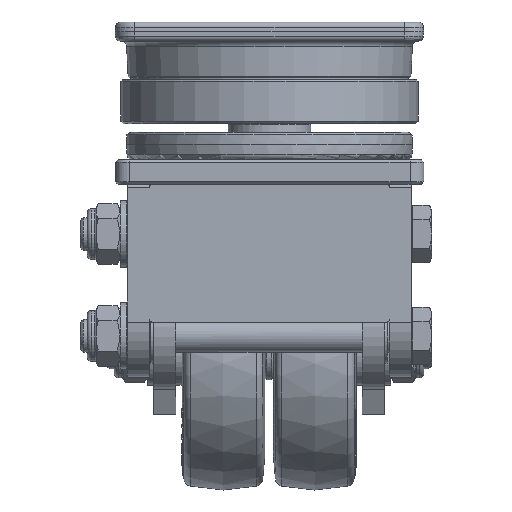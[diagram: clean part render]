
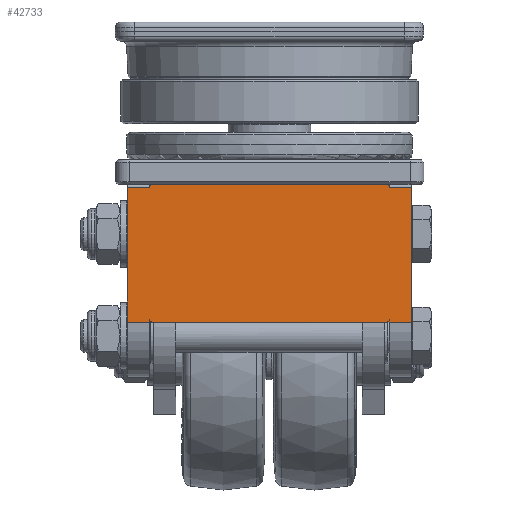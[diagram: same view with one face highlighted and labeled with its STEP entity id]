
A CAD part, left-side view. The second image highlights one B-rep face of the part: STEP entity #42733.
In plain terms, the highlighted planar face has unit normal (-1, 0, 0).
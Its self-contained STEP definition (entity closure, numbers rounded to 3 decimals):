
#3992=PLANE('',#45223);
#5621=FACE_OUTER_BOUND('',#8069,.T.);
#8069=EDGE_LOOP('',(#31836,#31837,#31838,#31839,#31840,#31841,#31842,#31843,
#31844,#31845,#31846,#31847,#31848,#31849));
#10541=LINE('',#69102,#13498);
#10542=LINE('',#69107,#13499);
#10543=LINE('',#69109,#13500);
#10544=LINE('',#69111,#13501);
#10545=LINE('',#69112,#13502);
#10546=LINE('',#69113,#13503);
#10547=LINE('',#69115,#13504);
#10548=LINE('',#69117,#13505);
#10549=LINE('',#69119,#13506);
#10550=LINE('',#69120,#13507);
#13498=VECTOR('',#49803,10.);
#13499=VECTOR('',#49808,10.);
#13500=VECTOR('',#49809,10.);
#13501=VECTOR('',#49810,10.);
#13502=VECTOR('',#49811,10.);
#13503=VECTOR('',#49812,10.);
#13504=VECTOR('',#49813,10.);
#13505=VECTOR('',#49814,10.);
#13506=VECTOR('',#49815,10.);
#13507=VECTOR('',#49816,10.);
#15980=CIRCLE('',#45217,1.);
#15981=CIRCLE('',#45219,1.);
#15982=CIRCLE('',#45221,1.);
#15983=CIRCLE('',#45224,1.);
#18225=VERTEX_POINT('',#69081);
#18226=VERTEX_POINT('',#69083);
#18227=VERTEX_POINT('',#69087);
#18228=VERTEX_POINT('',#69088);
#18229=VERTEX_POINT('',#69094);
#18230=VERTEX_POINT('',#69095);
#18231=VERTEX_POINT('',#69100);
#18232=VERTEX_POINT('',#69104);
#18233=VERTEX_POINT('',#69106);
#18234=VERTEX_POINT('',#69108);
#18235=VERTEX_POINT('',#69110);
#18236=VERTEX_POINT('',#69114);
#18237=VERTEX_POINT('',#69116);
#18238=VERTEX_POINT('',#69118);
#23182=EDGE_CURVE('',#18225,#18226,#15980,.T.);
#23184=EDGE_CURVE('',#18227,#18228,#15981,.T.);
#23188=EDGE_CURVE('',#18229,#18230,#15982,.T.);
#23192=EDGE_CURVE('',#18231,#18230,#10541,.T.);
#23193=EDGE_CURVE('',#18231,#18232,#15983,.T.);
#23194=EDGE_CURVE('',#18233,#18229,#10542,.T.);
#23195=EDGE_CURVE('',#18234,#18233,#10543,.T.);
#23196=EDGE_CURVE('',#18235,#18234,#10544,.T.);
#23197=EDGE_CURVE('',#18235,#18226,#10545,.T.);
#23198=EDGE_CURVE('',#18225,#18228,#10546,.T.);
#23199=EDGE_CURVE('',#18227,#18236,#10547,.T.);
#23200=EDGE_CURVE('',#18237,#18236,#10548,.T.);
#23201=EDGE_CURVE('',#18238,#18237,#10549,.T.);
#23202=EDGE_CURVE('',#18232,#18238,#10550,.T.);
#31836=ORIENTED_EDGE('',*,*,#23193,.F.);
#31837=ORIENTED_EDGE('',*,*,#23192,.T.);
#31838=ORIENTED_EDGE('',*,*,#23188,.F.);
#31839=ORIENTED_EDGE('',*,*,#23194,.F.);
#31840=ORIENTED_EDGE('',*,*,#23195,.F.);
#31841=ORIENTED_EDGE('',*,*,#23196,.F.);
#31842=ORIENTED_EDGE('',*,*,#23197,.T.);
#31843=ORIENTED_EDGE('',*,*,#23182,.F.);
#31844=ORIENTED_EDGE('',*,*,#23198,.T.);
#31845=ORIENTED_EDGE('',*,*,#23184,.F.);
#31846=ORIENTED_EDGE('',*,*,#23199,.T.);
#31847=ORIENTED_EDGE('',*,*,#23200,.F.);
#31848=ORIENTED_EDGE('',*,*,#23201,.F.);
#31849=ORIENTED_EDGE('',*,*,#23202,.F.);
#42733=ADVANCED_FACE('',(#5621),#3992,.T.);
#45217=AXIS2_PLACEMENT_3D('',#69084,#49784,#49785);
#45219=AXIS2_PLACEMENT_3D('',#69089,#49789,#49790);
#45221=AXIS2_PLACEMENT_3D('',#69096,#49796,#49797);
#45223=AXIS2_PLACEMENT_3D('',#69103,#49804,#49805);
#45224=AXIS2_PLACEMENT_3D('',#69105,#49806,#49807);
#49784=DIRECTION('center_axis',(1.,0.,0.));
#49785=DIRECTION('ref_axis',(0.,-0.707,0.707));
#49789=DIRECTION('center_axis',(1.,0.,0.));
#49790=DIRECTION('ref_axis',(0.,0.707,0.707));
#49796=DIRECTION('center_axis',(1.,0.,0.));
#49797=DIRECTION('ref_axis',(0.,-0.707,-0.707));
#49803=DIRECTION('',(0.,-1.,0.));
#49804=DIRECTION('center_axis',(-1.,0.,0.));
#49805=DIRECTION('ref_axis',(0.,0.,
1.));
#49806=DIRECTION('center_axis',(1.,0.,0.));
#49807=DIRECTION('ref_axis',(0.,0.707,-0.707));
#49808=DIRECTION('',(0.,0.,1.));
#49809=DIRECTION('',(0.,1.,0.));
#49810=DIRECTION('',(0.,0.,-1.));
#49811=DIRECTION('',(0.,1.,0.));
#49812=DIRECTION('',(0.,1.,0.));
#49813=DIRECTION('',(0.,1.,0.));
#49814=DIRECTION('',(0.,0.,1.));
#49815=DIRECTION('',(0.,1.,0.));
#49816=DIRECTION('',(0.,0.,-1.));
#69081=CARTESIAN_POINT('',(-73.,-42.55,-55.5));
#69083=CARTESIAN_POINT('',(-73.,-43.55,-56.5));
#69084=CARTESIAN_POINT('Origin',(-73.,-42.55,-56.5));
#69087=CARTESIAN_POINT('',(-73.,43.65,-56.5));
#69088=CARTESIAN_POINT('',(-73.,42.65,-55.5));
#69089=CARTESIAN_POINT('Origin',(-73.,42.65,-56.5));
#69094=CARTESIAN_POINT('',(-73.,-43.55,-104.5));
#69095=CARTESIAN_POINT('',(-73.,-42.55,-105.5));
#69096=CARTESIAN_POINT('Origin',(-73.,-42.55,-104.5));
#69100=CARTESIAN_POINT('',(-73.,42.65,-105.5));
#69102=CARTESIAN_POINT('',(-73.,43.65,-105.5));
#69103=CARTESIAN_POINT('Origin',(-73.,0.05,-80.5));
#69104=CARTESIAN_POINT('',(-73.,43.65,-104.5));
#69105=CARTESIAN_POINT('Origin',(-73.,42.65,-104.5));
#69106=CARTESIAN_POINT('',(-73.,-43.55,-105.5));
#69107=CARTESIAN_POINT('',(-73.,-43.55,-105.5));
#69108=CARTESIAN_POINT('',(-73.,-51.55,-105.5));
#69109=CARTESIAN_POINT('',(-73.,-47.55,-105.5));
#69110=CARTESIAN_POINT('',(-73.,-51.55,-56.5));
#69111=CARTESIAN_POINT('',(-73.,-51.55,-105.5));
#69112=CARTESIAN_POINT('',(-73.,-47.55,-56.5));
#69113=CARTESIAN_POINT('',(-73.,-43.55,-55.5));
#69114=CARTESIAN_POINT('',(-73.,51.65,-56.5));
#69115=CARTESIAN_POINT('',(-73.,47.65,-56.5));
#69116=CARTESIAN_POINT('',(-73.,51.65,-105.5));
#69117=CARTESIAN_POINT('',(-73.,51.65,-105.5));
#69118=CARTESIAN_POINT('',(-73.,43.65,-105.5));
#69119=CARTESIAN_POINT('',(-73.,47.65,-105.5));
#69120=CARTESIAN_POINT('',(-73.,43.65,-105.5));
